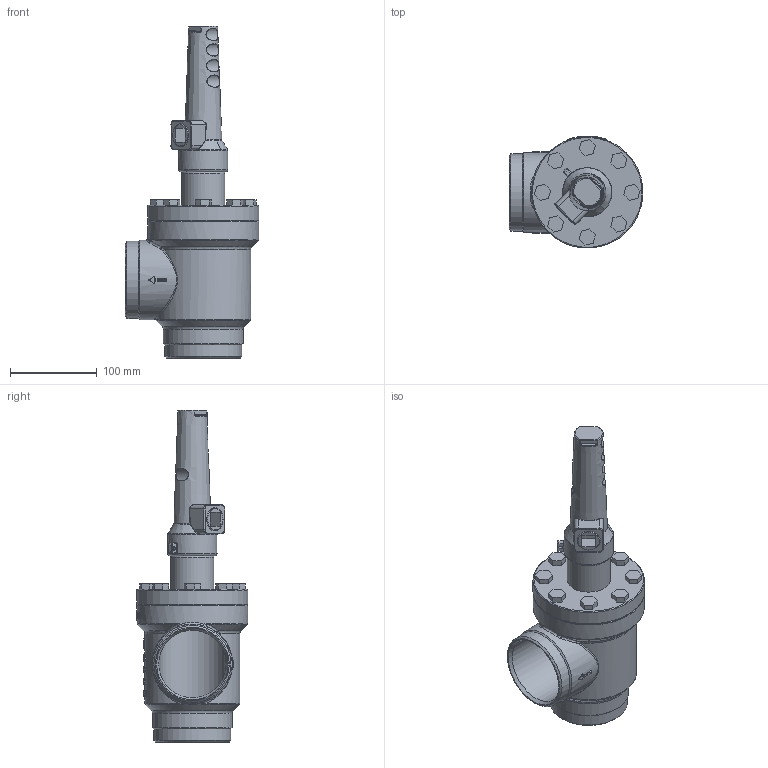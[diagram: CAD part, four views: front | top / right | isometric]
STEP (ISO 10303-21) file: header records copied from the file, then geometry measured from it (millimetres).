
FILE_DESCRIPTION(('TFLEX Exchange Step'),'2;1');
FILE_NAME('148B8080R.stp', '2024-09-12T16:19:04+03:00',('RUCO3378'),('Unknown organisation'),'TFLEX Exchange 2024.4','T-FLEX CAD','Unknown authorisation');
FILE_SCHEMA( ('AP203_CONFIGURATION_CONTROLLED_3D_DESIGN_OF_MECHANICAL_PARTS_AND_ASSEMBLIES_MIM_LF') );
Length unit declared in the file: millimetre
Products named in the file (1): Body_Ang_80
Bounding box: 154.07 x 129.07 x 383 mm (x, y, z)
Volume: 1140562.5 mm3; surface area: 195437.6 mm2
Topology: 2 solids, 10 shells, 1060 faces, 2781 edges, 1802 vertices
Faces by surface type: bspline 511, plane 349, cylinder 124, torus 43, sphere 18, cone 15
Full cylindrical faces by diameter (mm): 4 x1, 10 x8, 45.4 x1, 50 x1, 57 x1, 77.9 x1, 78.07 x1, 88.9 x2, 92 x2, 128 x1, 128.62 x1
Entity records: 53379 total; most frequent: CARTESIAN_POINT 31365, ORIENTED_EDGE 5522, DIRECTION 2854, EDGE_CURVE 2761, VERTEX_POINT 1802, B_SPLINE_CURVE_WITH_KNOTS 1484, EDGE_LOOP 1145, FACE_BOUND 1145
